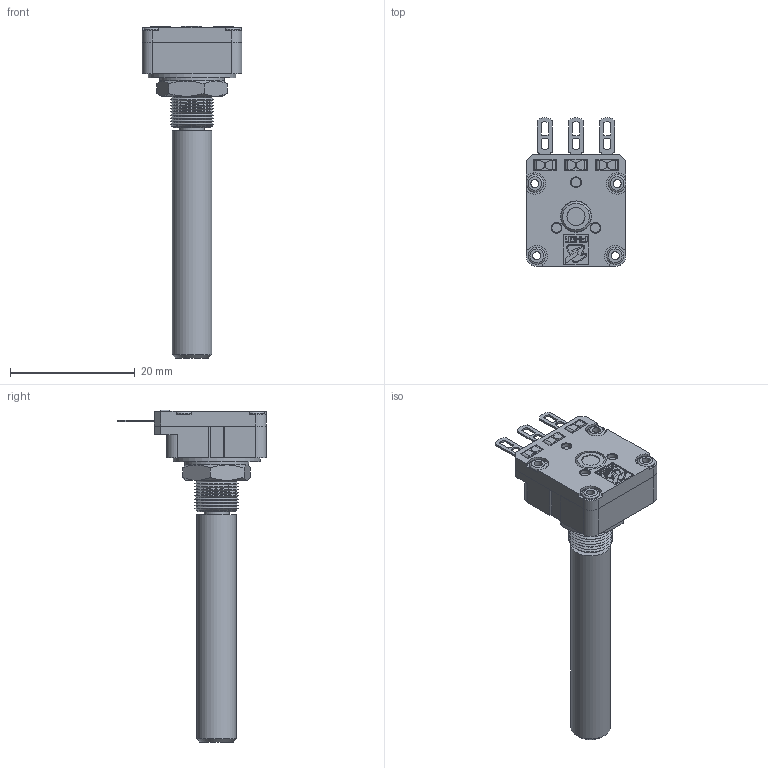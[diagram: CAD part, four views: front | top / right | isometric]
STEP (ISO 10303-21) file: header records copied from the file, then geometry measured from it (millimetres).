
FILE_DESCRIPTION (( 'STEP AP203' ), '1' );
FILE_NAME ('PC16SH-07CM07.STEP', '2019-10-15T06:50:02', ( '' ), ( '' ), 'SwSTEP 2.0', 'SolidWorks 2018', '' );
FILE_SCHEMA (( 'CONFIG_CONTROL_DESIGN' ));
Length unit declared in the file: millimetre
Products named in the file (8): PC16SH-07CM07-ARANDELA; PC16SH-07CM07-TUERCA_M10; PC16SH-07CM07-TERMINAL CABLEADO; PC16SH-07CM07; PC16SH-07CM07-PORTARESISTENCIA; PC16SH-07CM07-PORTACURSOR; PC16SH-07CM07-CARCASA; PC16SH-07CM07-EJE_PREDETERMINADA
Assembly tree (9 placements, depth 2):
  PC16SH-07CM07
    PC16SH-07CM07-PORTARESISTENCIA
    PC16SH-07CM07-PORTACURSOR
    PC16SH-07CM07-CARCASA
    PC16SH-07CM07-EJE_PREDETERMINADA
    PC16SH-07CM07-ARANDELA
    PC16SH-07CM07-TUERCA_M10
    PC16SH-07CM07-TERMINAL CABLEADO  x3
Bounding box: 16 x 23.9 x 53.3 mm (x, y, z)
Volume: 2792.8 mm3; surface area: 4161 mm2
Topology: 9 solids, 9 shells, 735 faces, 1912 edges, 1225 vertices
Faces by surface type: plane 432, cylinder 237, cone 43, bspline 12, sphere 6, torus 5
Full cylindrical faces by diameter (mm): 1.3 x5, 1.4 x6, 1.53 x3, 1.8 x1, 1.9 x1, 2.15 x4, 2.2 x4, 2.8 x4, 2.9 x2, 4 x1, 4.01 x1, 4.9 x1, 5 x1, 6.3 x1, 6.35 x1, 7 x1, 7.2 x1, 10.3 x1, 14 x1, 14.2 x1
Entity records: 17025 total; most frequent: CARTESIAN_POINT 2992, DIRECTION 2713, ORIENTED_EDGE 2624, EDGE_CURVE 1312, VECTOR 939, LINE 939, VERTEX_POINT 894, AXIS2_PLACEMENT_3D 887
